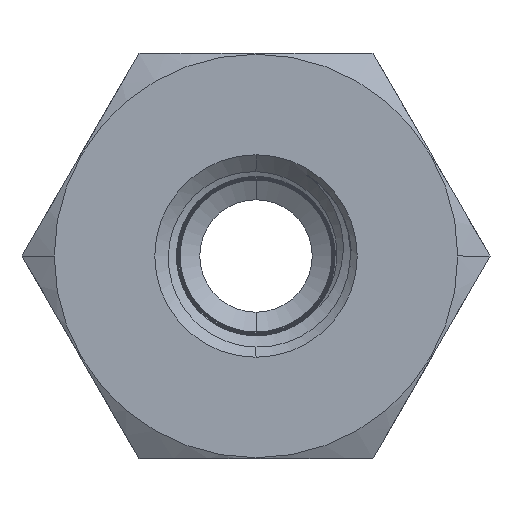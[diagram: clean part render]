
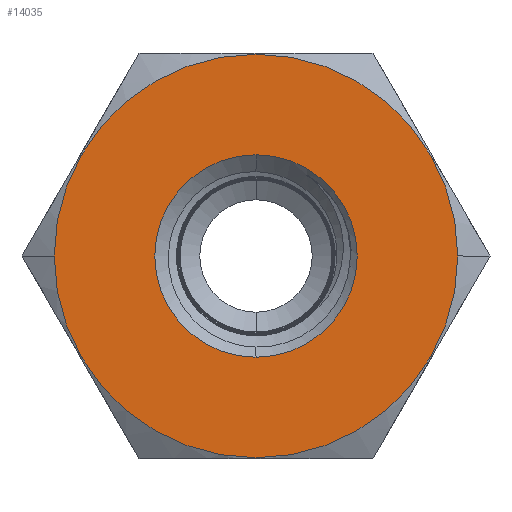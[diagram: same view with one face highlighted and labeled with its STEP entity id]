
A CAD part, left-side view. The second image highlights one B-rep face of the part: STEP entity #14035.
In plain terms, the highlighted planar face has unit normal (-1, 0, 0).
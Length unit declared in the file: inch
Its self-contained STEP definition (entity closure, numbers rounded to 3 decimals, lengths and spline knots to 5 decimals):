
#63 = DIRECTION ( 'NONE',  ( 1., 0., 0. ) ) ;
#121 = CIRCLE ( 'NONE', #740, 0.281 ) ;
#393 = AXIS2_PLACEMENT_3D ( 'NONE', #6279, #5185, #2019 ) ;
#438 = CARTESIAN_POINT ( 'NONE',  ( -1.25, 0., 0.281 ) ) ;
#740 = AXIS2_PLACEMENT_3D ( 'NONE', #3508, #4823, #10383 ) ;
#934 = EDGE_CURVE ( 'NONE', #6651, #14250, #121, .T. ) ;
#1413 = CIRCLE ( 'NONE', #7266, 0.56 ) ;
#1604 = AXIS2_PLACEMENT_3D ( 'NONE', #3441, #2356, #11231 ) ;
#2019 = DIRECTION ( 'NONE',  ( 0., 0., 1. ) ) ;
#2044 = CARTESIAN_POINT ( 'NONE',  ( -1.25, 0.56, 0. ) ) ;
#2103 = EDGE_CURVE ( 'NONE', #9764, #10596, #10748, .T. ) ;
#2356 = DIRECTION ( 'NONE',  ( -1., 0., 0. ) ) ;
#2932 = CARTESIAN_POINT ( 'NONE',  ( -1.25, 0., 0. ) ) ;
#2949 = EDGE_LOOP ( 'NONE', ( #7030, #3349 ) ) ;
#3349 = ORIENTED_EDGE ( 'NONE', *, *, #6587, .F. ) ;
#3441 = CARTESIAN_POINT ( 'NONE',  ( -1.25, 0., 0. ) ) ;
#3508 = CARTESIAN_POINT ( 'NONE',  ( -1.25, 0., 0. ) ) ;
#4079 = DIRECTION ( 'NONE',  ( 1., 0., 0. ) ) ;
#4692 = PLANE ( 'NONE',  #1604 ) ;
#4823 = DIRECTION ( 'NONE',  ( -1., 0., 0. ) ) ;
#5060 = FACE_OUTER_BOUND ( 'NONE', #2949, .T. ) ;
#5185 = DIRECTION ( 'NONE',  ( -1., 0., 0. ) ) ;
#6279 = CARTESIAN_POINT ( 'NONE',  ( -1.25, 0., 0. ) ) ;
#6587 = EDGE_CURVE ( 'NONE', #10596, #9764, #1413, .T. ) ;
#6651 = VERTEX_POINT ( 'NONE', #9771 ) ;
#6652 = DIRECTION ( 'NONE',  ( 0., 1., 0. ) ) ;
#7030 = ORIENTED_EDGE ( 'NONE', *, *, #2103, .F. ) ;
#7205 = ORIENTED_EDGE ( 'NONE', *, *, #934, .F. ) ;
#7266 = AXIS2_PLACEMENT_3D ( 'NONE', #2932, #4079, #11885 ) ;
#8619 = CARTESIAN_POINT ( 'NONE',  ( -1.25, -0.56, 0. ) ) ;
#8897 = CARTESIAN_POINT ( 'NONE',  ( -1.25, 0., 0. ) ) ;
#9764 = VERTEX_POINT ( 'NONE', #2044 ) ;
#9771 = CARTESIAN_POINT ( 'NONE',  ( -1.25, 0., -0.281 ) ) ;
#10383 = DIRECTION ( 'NONE',  ( 0., 0., 1. ) ) ;
#10596 = VERTEX_POINT ( 'NONE', #8619 ) ;
#10748 = CIRCLE ( 'NONE', #12631, 0.56 ) ;
#10904 = FACE_BOUND ( 'NONE', #11765, .T. ) ;
#11231 = DIRECTION ( 'NONE',  ( 0., -1., 0. ) ) ;
#11765 = EDGE_LOOP ( 'NONE', ( #13682, #7205 ) ) ;
#11814 = CIRCLE ( 'NONE', #393, 0.281 ) ;
#11885 = DIRECTION ( 'NONE',  ( 0., 1., 0. ) ) ;
#12056 = EDGE_CURVE ( 'NONE', #14250, #6651, #11814, .T. ) ;
#12631 = AXIS2_PLACEMENT_3D ( 'NONE', #8897, #63, #6652 ) ;
#13682 = ORIENTED_EDGE ( 'NONE', *, *, #12056, .F. ) ;
#14035 = ADVANCED_FACE ( 'NONE', ( #5060, #10904 ), #4692, .T. ) ;
#14250 = VERTEX_POINT ( 'NONE', #438 ) ;
